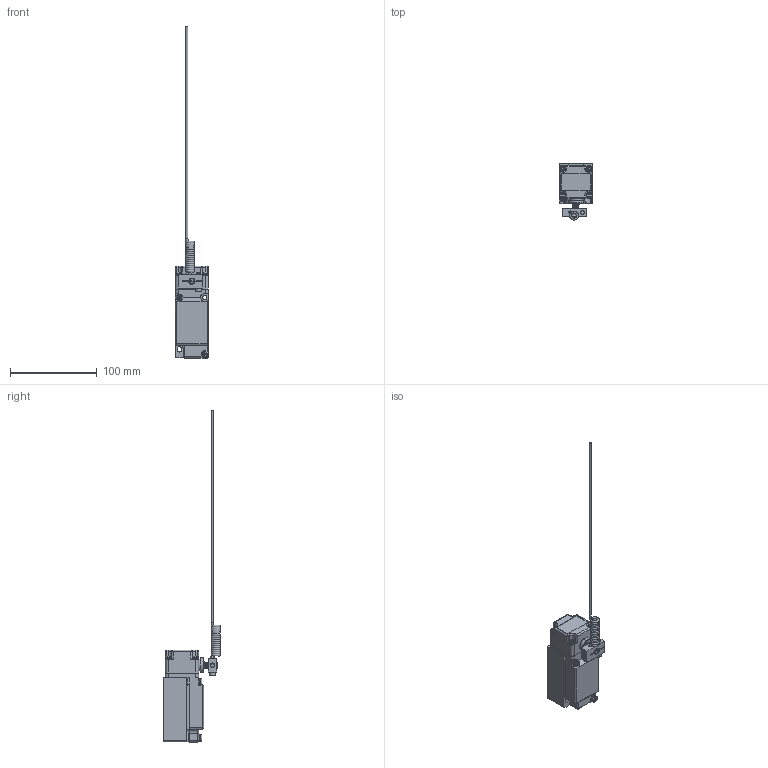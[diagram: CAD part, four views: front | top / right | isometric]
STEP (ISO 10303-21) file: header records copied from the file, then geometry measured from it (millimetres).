
FILE_DESCRIPTION (( 'STEP AP214' ), '1' );
FILE_NAME ('F25ASRL421.STEP', '2019-08-07T18:05:04', ( '' ), ( '' ), 'SwSTEP 2.0', 'SolidWorks 2018', '' );
FILE_SCHEMA (( 'AUTOMOTIVE_DESIGN' ));
Length unit declared in the file: inch
Products named in the file (1): F25ASRL421
Bounding box: 38.61 x 65.21 x 383.81 mm (x, y, z)
Volume: 171616.8 mm3; surface area: 50715.1 mm2
Topology: 31 solids, 31 shells, 761 faces, 2001 edges, 1292 vertices
Faces by surface type: plane 440, cylinder 155, cone 123, torus 42, bspline 1
Full cylindrical faces by diameter (mm): 2.388 x2, 2.997 x1, 3.404 x2, 4.496 x4, 4.674 x1, 4.826 x4, 5.08 x3, 5.207 x1, 5.309 x1, 5.842 x1, 6.35 x4, 6.604 x4, 6.629 x1, 6.706 x1, 7.137 x1, 7.62 x2, 7.671 x2, 7.849 x2, 14.351 x1, 14.732 x1, 16.637 x1
Entity records: 33250 total; most frequent: CARTESIAN_POINT 5734, DIRECTION 3510, ORIENTED_EDGE 3422, EDGE_CURVE 1711, AXIS2_PLACEMENT_3D 1269, VERTEX_POINT 1166, VECTOR 972, LINE 972
